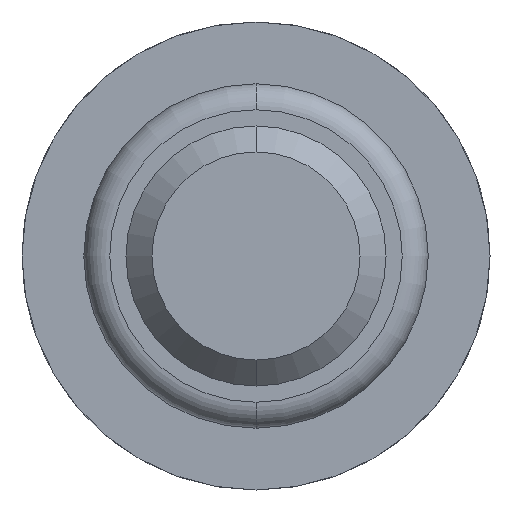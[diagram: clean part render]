
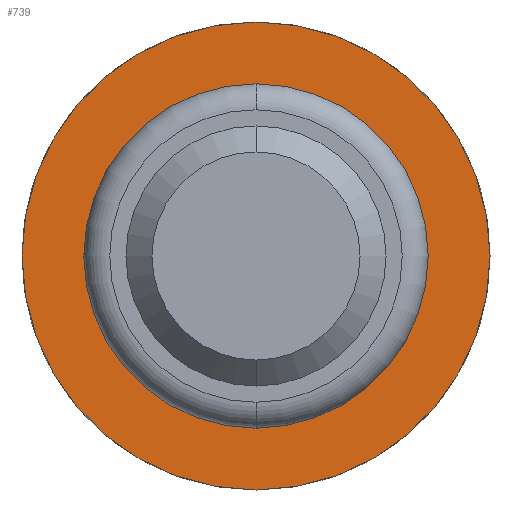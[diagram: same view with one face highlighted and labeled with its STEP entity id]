
A CAD part, front view. The second image highlights one B-rep face of the part: STEP entity #739.
In plain terms, the highlighted planar face has unit normal (0, -1, 0).
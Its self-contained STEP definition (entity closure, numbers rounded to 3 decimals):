
#9 = CIRCLE ( 'NONE', #1688, 1.8 ) ;
#108 = CIRCLE ( 'NONE', #4616, 1.325 ) ;
#182 = CARTESIAN_POINT ( 'NONE',  ( 1.8, -1.8, 0. ) ) ;
#335 = CIRCLE ( 'NONE', #3669, 1.8 ) ;
#337 = CARTESIAN_POINT ( 'NONE',  ( 0., -1.8, 1.325 ) ) ;
#422 = CARTESIAN_POINT ( 'NONE',  ( 0., -1.8, -1.8 ) ) ;
#444 = CARTESIAN_POINT ( 'NONE',  ( 0., -1.8, -1.325 ) ) ;
#459 = CIRCLE ( 'NONE', #1139, 1.325 ) ;
#739 = ADVANCED_FACE ( 'Defeature ausgef�hrt4_13', ( #3484, #1921 ), #3015, .F. ) ;
#756 = DIRECTION ( 'NONE',  ( 0., 0., 1. ) ) ;
#824 = CARTESIAN_POINT ( 'NONE',  ( 0., -1.8, 1.8 ) ) ;
#869 = VERTEX_POINT ( 'NONE', #422 ) ;
#900 = VERTEX_POINT ( 'NONE', #824 ) ;
#1081 = ORIENTED_EDGE ( 'NONE', *, *, #4340, .T. ) ;
#1107 = CARTESIAN_POINT ( 'NONE',  ( 0., -1.8, 0. ) ) ;
#1139 = AXIS2_PLACEMENT_3D ( 'NONE', #2173, #3235, #3596 ) ;
#1216 = ORIENTED_EDGE ( 'NONE', *, *, #3137, .F. ) ;
#1258 = VERTEX_POINT ( 'NONE', #337 ) ;
#1688 = AXIS2_PLACEMENT_3D ( 'NONE', #1107, #3273, #4013 ) ;
#1881 = VERTEX_POINT ( 'NONE', #444 ) ;
#1921 = FACE_BOUND ( 'NONE', #4102, .T. ) ;
#2173 = CARTESIAN_POINT ( 'NONE',  ( 0., -1.8, 0. ) ) ;
#2294 = CARTESIAN_POINT ( 'NONE',  ( 0., -1.8, 0. ) ) ;
#2310 = DIRECTION ( 'NONE',  ( 0., 0., 1. ) ) ;
#2503 = CARTESIAN_POINT ( 'NONE',  ( 0., -1.8, 0. ) ) ;
#2506 = EDGE_CURVE ( 'Defeature ausgef�hrt4_13+Defeature ausgef�hrt4_14+Defeature ausgef�hrt4_14+Defeature ausgef�hrt4_14', #1258, #1881, #459, .T. ) ;
#2537 = DIRECTION ( 'NONE',  ( 0., 1., 0. ) ) ;
#2671 = DIRECTION ( 'NONE',  ( 0., 1., 0. ) ) ;
#2779 = EDGE_LOOP ( 'NONE', ( #1216, #4176 ) ) ;
#3014 = EDGE_CURVE ( 'Defeature ausgef�hrt4_12+Defeature ausgef�hrt4_13+Defeature ausgef�hrt4_13+Defeature ausgef�hrt4_13', #869, #900, #9, .T. ) ;
#3015 = PLANE ( 'NONE',  #3742 ) ;
#3137 = EDGE_CURVE ( 'Defeature ausgef�hrt4_12+Defeature ausgef�hrt4_13+Defeature ausgef�hrt4_13+Defeature ausgef�hrt4_13', #900, #869, #335, .T. ) ;
#3235 = DIRECTION ( 'NONE',  ( 0., 1., 0. ) ) ;
#3273 = DIRECTION ( 'NONE',  ( 0., 1., 0. ) ) ;
#3484 = FACE_OUTER_BOUND ( 'NONE', #2779, .T. ) ;
#3573 = ORIENTED_EDGE ( 'NONE', *, *, #2506, .T. ) ;
#3596 = DIRECTION ( 'NONE',  ( 0., 0., 1. ) ) ;
#3669 = AXIS2_PLACEMENT_3D ( 'NONE', #2294, #4124, #3695 ) ;
#3695 = DIRECTION ( 'NONE',  ( 0., 0., 1. ) ) ;
#3742 = AXIS2_PLACEMENT_3D ( 'NONE', #182, #2671, #2310 ) ;
#4013 = DIRECTION ( 'NONE',  ( 0., 0., 1. ) ) ;
#4102 = EDGE_LOOP ( 'NONE', ( #3573, #1081 ) ) ;
#4124 = DIRECTION ( 'NONE',  ( 0., 1., 0. ) ) ;
#4176 = ORIENTED_EDGE ( 'NONE', *, *, #3014, .F. ) ;
#4340 = EDGE_CURVE ( 'Defeature ausgef�hrt4_13+Defeature ausgef�hrt4_14+Defeature ausgef�hrt4_14+Defeature ausgef�hrt4_14', #1881, #1258, #108, .T. ) ;
#4616 = AXIS2_PLACEMENT_3D ( 'NONE', #2503, #2537, #756 ) ;
